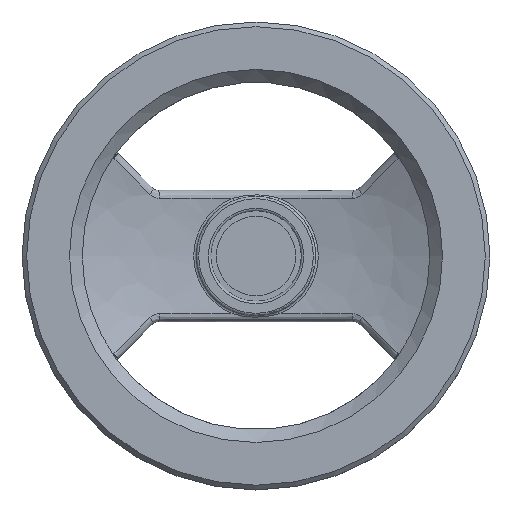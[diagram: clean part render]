
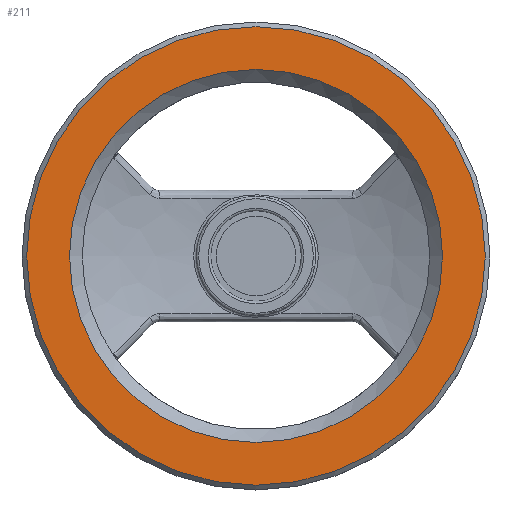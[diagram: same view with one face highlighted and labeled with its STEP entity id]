
A CAD part, top view. The second image highlights one B-rep face of the part: STEP entity #211.
In plain terms, the highlighted planar face has unit normal (0, 0, 1).
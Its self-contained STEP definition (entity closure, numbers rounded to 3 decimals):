
#211 = ADVANCED_FACE( '', ( #452, #453 ), #454, .F. );
#452 = FACE_OUTER_BOUND( '', #3558, .T. );
#453 = FACE_BOUND( '', #3559, .T. );
#454 = PLANE( '', #3560 );
#3558 = EDGE_LOOP( '', ( #5076 ) );
#3559 = EDGE_LOOP( '', ( #5077 ) );
#3560 = AXIS2_PLACEMENT_3D( '', #5078, #5079, #5080 );
#5076 = ORIENTED_EDGE( '', *, *, #5342, .T. );
#5077 = ORIENTED_EDGE( '', *, *, #5300, .F. );
#5078 = CARTESIAN_POINT( '', ( 0., 100., 46. ) );
#5079 = DIRECTION( '', ( 0., 0., -1. ) );
#5080 = DIRECTION( '', ( -1., 0., 0. ) );
#5300 = EDGE_CURVE( '', #5585, #5585, #5586, .T. );
#5342 = EDGE_CURVE( '', #5650, #5650, #5651, .F. );
#5585 = VERTEX_POINT( '', #6669 );
#5586 = CIRCLE( '', #6670, 79.72 );
#5650 = VERTEX_POINT( '', #7198 );
#5651 = CIRCLE( '', #7199, 98. );
#6669 = CARTESIAN_POINT( '', ( 79.72, 0., 46. ) );
#6670 = AXIS2_PLACEMENT_3D( '', #8182, #8183, #8184 );
#7198 = CARTESIAN_POINT( '', ( -98., 0., 46. ) );
#7199 = AXIS2_PLACEMENT_3D( '', #8227, #8228, #8229 );
#8182 = CARTESIAN_POINT( '', ( 0., 0., 46. ) );
#8183 = DIRECTION( '', ( 0., 0., 1. ) );
#8184 = DIRECTION( '', ( 1., 0., 0. ) );
#8227 = CARTESIAN_POINT( '', ( 0., 0., 46. ) );
#8228 = DIRECTION( '', ( 0., 0., -1. ) );
#8229 = DIRECTION( '', ( -1., 0., 0. ) );
